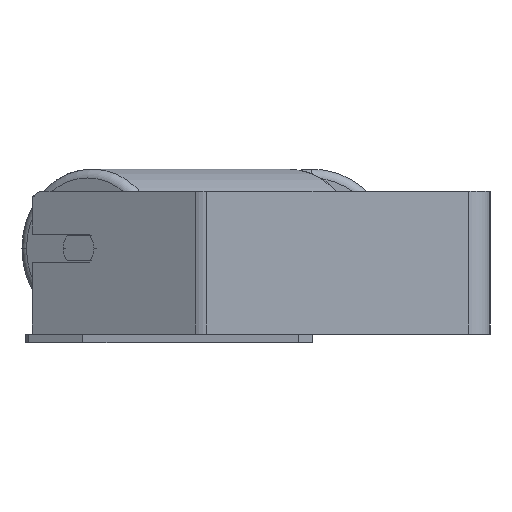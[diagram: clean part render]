
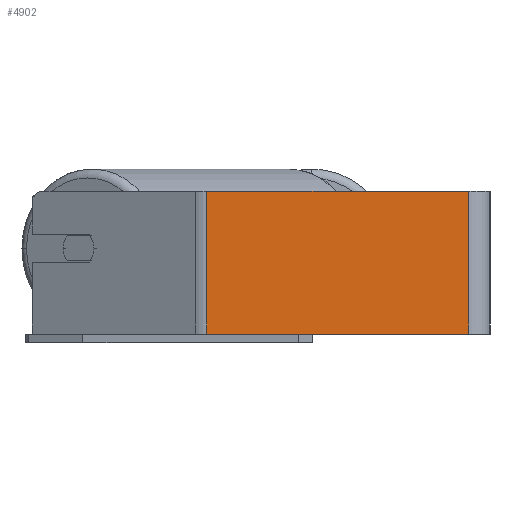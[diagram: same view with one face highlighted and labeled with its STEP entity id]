
A CAD part, left-side view. The second image highlights one B-rep face of the part: STEP entity #4902.
In plain terms, the highlighted planar face has unit normal (-1, 0, 0).
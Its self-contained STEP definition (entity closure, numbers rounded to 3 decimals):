
#362 = LINE ( 'NONE', #4418, #8629 ) ;
#451 = VECTOR ( 'NONE', #8557, 1000. ) ;
#554 = LINE ( 'NONE', #1840, #8372 ) ;
#688 = VERTEX_POINT ( 'NONE', #4954 ) ;
#1192 = VERTEX_POINT ( 'NONE', #7400 ) ;
#1281 = FACE_OUTER_BOUND ( 'NONE', #6532, .T. ) ;
#1591 = LINE ( 'NONE', #7909, #451 ) ;
#1840 = CARTESIAN_POINT ( 'NONE',  ( -400., 162.078, 40. ) ) ;
#2469 = EDGE_CURVE ( 'NONE', #688, #4613, #7133, .T. ) ;
#2530 = CARTESIAN_POINT ( 'NONE',  ( -400., 162.078, 40. ) ) ;
#2542 = AXIS2_PLACEMENT_3D ( 'NONE', #2530, #8980, #8888 ) ;
#3900 = EDGE_CURVE ( 'NONE', #5986, #688, #554, .T. ) ;
#3939 = DIRECTION ( 'NONE',  ( 0., -1., 0. ) ) ;
#4317 = CARTESIAN_POINT ( 'NONE',  ( -400., 12., 40. ) ) ;
#4418 = CARTESIAN_POINT ( 'NONE',  ( -400., 158.863, 40. ) ) ;
#4501 = DIRECTION ( 'NONE',  ( 0., 0., -1. ) ) ;
#4613 = VERTEX_POINT ( 'NONE', #6999 ) ;
#4902 = ADVANCED_FACE ( 'NONE', ( #1281 ), #8064, .F. ) ;
#4954 = CARTESIAN_POINT ( 'NONE',  ( -400., 12., 40. ) ) ;
#5503 = CARTESIAN_POINT ( 'NONE',  ( -400., 158.863, 40. ) ) ;
#5986 = VERTEX_POINT ( 'NONE', #5503 ) ;
#6226 = ORIENTED_EDGE ( 'NONE', *, *, #2469, .F. ) ;
#6517 = ORIENTED_EDGE ( 'NONE', *, *, #7301, .T. ) ;
#6532 = EDGE_LOOP ( 'NONE', ( #8698, #6226, #7230, #6517 ) ) ;
#6533 = DIRECTION ( 'NONE',  ( 0., 0., -1. ) ) ;
#6939 = EDGE_CURVE ( 'NONE', #1192, #4613, #1591, .T. ) ;
#6999 = CARTESIAN_POINT ( 'NONE',  ( -400., 12., -40. ) ) ;
#7133 = LINE ( 'NONE', #4317, #8355 ) ;
#7230 = ORIENTED_EDGE ( 'NONE', *, *, #3900, .F. ) ;
#7301 = EDGE_CURVE ( 'NONE', #5986, #1192, #362, .T. ) ;
#7400 = CARTESIAN_POINT ( 'NONE',  ( -400., 158.863, -40. ) ) ;
#7909 = CARTESIAN_POINT ( 'NONE',  ( -400., 162.078, -40. ) ) ;
#8064 = PLANE ( 'NONE',  #2542 ) ;
#8355 = VECTOR ( 'NONE', #6533, 1000. ) ;
#8372 = VECTOR ( 'NONE', #3939, 1000. ) ;
#8557 = DIRECTION ( 'NONE',  ( 0., -1., 0. ) ) ;
#8629 = VECTOR ( 'NONE', #4501, 1000. ) ;
#8698 = ORIENTED_EDGE ( 'NONE', *, *, #6939, .T. ) ;
#8888 = DIRECTION ( 'NONE',  ( 0., 0., -1. ) ) ;
#8980 = DIRECTION ( 'NONE',  ( 1., 0., 0. ) ) ;
